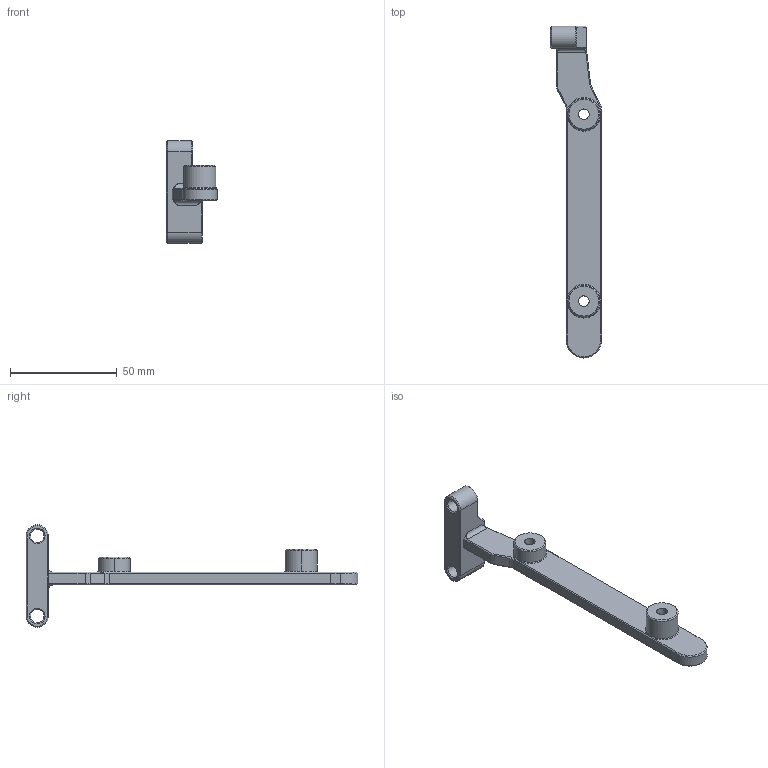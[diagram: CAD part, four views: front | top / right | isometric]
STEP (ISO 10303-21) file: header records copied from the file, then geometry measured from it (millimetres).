
FILE_DESCRIPTION(('CATIA V5 STEP Exchange'),'2;1');
FILE_NAME('Patte garde boue gauche.stp','2022-07-07T09:32:35+00:00',('none'),('none'),'CATIA Version 5 Release 19 SP 2 (IN-10)','CATIA V5 STEP AP203','none');
FILE_SCHEMA(('CONFIG_CONTROL_DESIGN'));
Length unit declared in the file: millimetre
Products named in the file (1): Patte garde boue gauche
Bounding box: 23.9 x 155.4 x 48 mm (x, y, z)
Volume: 22911.5 mm3; surface area: 10355 mm2
Topology: 1 solids, 1 shells, 97 faces, 240 edges, 145 vertices
Faces by surface type: plane 44, cone 26, cylinder 23, torus 4
Entity records: 2803 total; most frequent: CARTESIAN_POINT 574, ORIENTED_EDGE 480, DIRECTION 384, EDGE_CURVE 240, AXIS2_PLACEMENT_3D 159, VERTEX_POINT 145, VECTOR 140, LINE 140
